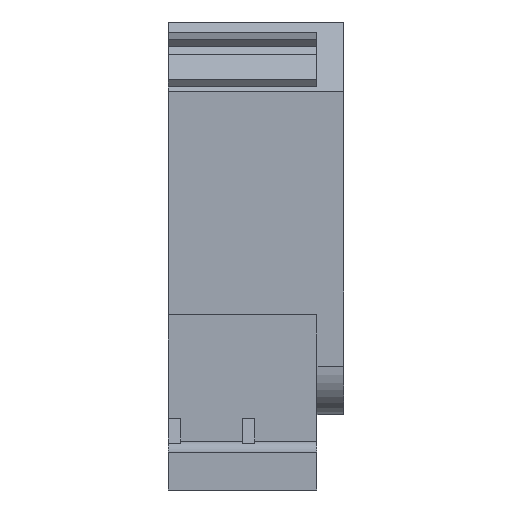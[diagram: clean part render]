
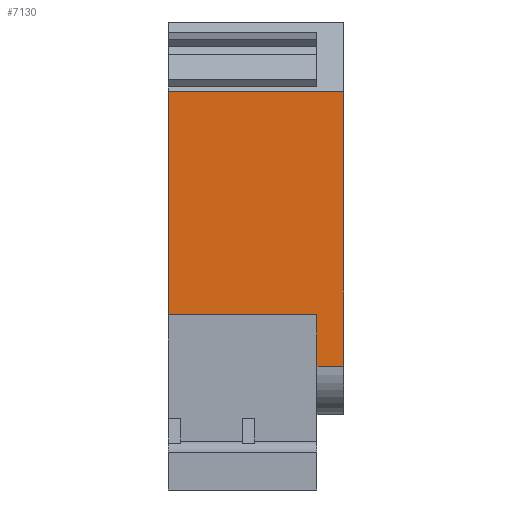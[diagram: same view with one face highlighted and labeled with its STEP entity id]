
A CAD part, front view. The second image highlights one B-rep face of the part: STEP entity #7130.
In plain terms, the highlighted planar face has unit normal (0, -1, 0).
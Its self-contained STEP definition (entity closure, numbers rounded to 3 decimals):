
#3420=CARTESIAN_POINT('',(37.7,0.859,44.55));
#3430=VERTEX_POINT('',#3420);
#3460=CARTESIAN_POINT('',(37.7,0.859,25.));
#3470=DIRECTION('',(0.,0.,1.));
#3480=VECTOR('',#3470,1.);
#3490=LINE('',#3460,#3480);
#3500=CARTESIAN_POINT('',(37.7,0.859,26.05));
#3510=VERTEX_POINT('',#3500);
#3520=EDGE_CURVE('',#3510,#3430,#3490,.T.);
#6290=CARTESIAN_POINT('',(50.,0.859,21.8));
#6300=VERTEX_POINT('',#6290);
#6380=CARTESIAN_POINT('',(50.,0.859,26.05));
#6390=VERTEX_POINT('',#6380);
#6420=CARTESIAN_POINT('',(50.,0.859,7.431));
#6430=DIRECTION('',(0.,0.,-1.));
#6440=VECTOR('',#6430,1.);
#6450=LINE('',#6420,#6440);
#6460=EDGE_CURVE('',#6390,#6300,#6450,.T.);
#6630=CARTESIAN_POINT('',(52.2,0.859,21.8));
#6640=VERTEX_POINT('',#6630);
#6740=CARTESIAN_POINT('',(52.2,0.859,21.8));
#6750=DIRECTION('',(-1.,0.,0.));
#6760=VECTOR('',#6750,1.);
#6770=LINE('',#6740,#6760);
#6780=EDGE_CURVE('',#6640,#6300,#6770,.T.);
#6830=CARTESIAN_POINT('',(43.85,0.859,17.55));
#6840=DIRECTION('',(0.,1.,0.));
#6850=DIRECTION('',(0.,0.,-1.));
#6860=AXIS2_PLACEMENT_3D('',#6830,#6840,#6850);
#6870=PLANE('',#6860);
#6880=CARTESIAN_POINT('',(43.85,0.859,44.55));
#6890=DIRECTION('',(-1.,0.,0.));
#6900=VECTOR('',#6890,1.);
#6910=LINE('',#6880,#6900);
#6920=CARTESIAN_POINT('',(52.2,0.859,44.55));
#6930=VERTEX_POINT('',#6920);
#6940=EDGE_CURVE('',#6930,#3430,#6910,.T.);
#6950=ORIENTED_EDGE('',*,*,#6940,.T.);
#6960=CARTESIAN_POINT('',(52.2,0.859,7.431));
#6970=DIRECTION('',(0.,0.,-1.));
#6980=VECTOR('',#6970,1.);
#6990=LINE('',#6960,#6980);
#7000=EDGE_CURVE('',#6930,#6640,#6990,.T.);
#7010=ORIENTED_EDGE('',*,*,#7000,.F.);
#7020=ORIENTED_EDGE('',*,*,#6780,.F.);
#7030=ORIENTED_EDGE('',*,*,#6460,.T.);
#7040=CARTESIAN_POINT('',(43.85,0.859,26.05));
#7050=DIRECTION('',(-1.,0.,0.));
#7060=VECTOR('',#7050,1.);
#7070=LINE('',#7040,#7060);
#7080=EDGE_CURVE('',#6390,#3510,#7070,.T.);
#7090=ORIENTED_EDGE('',*,*,#7080,.F.);
#7100=ORIENTED_EDGE('',*,*,#3520,.F.);
#7110=EDGE_LOOP('',(#7100,#7090,#7030,#7020,#7010,#6950));
#7120=FACE_OUTER_BOUND('',#7110,.T.);
#7130=ADVANCED_FACE('',(#7120),#6870,.F.);
